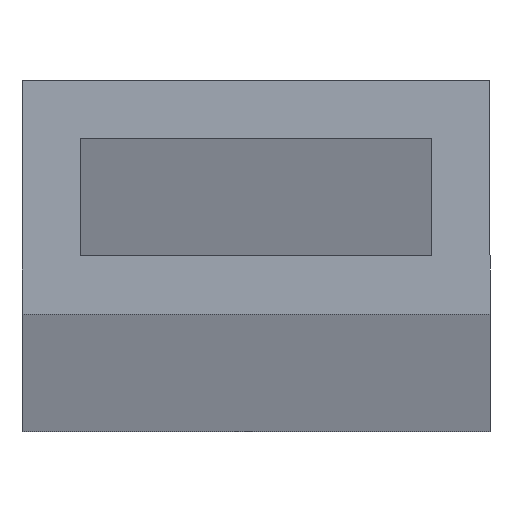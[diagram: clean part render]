
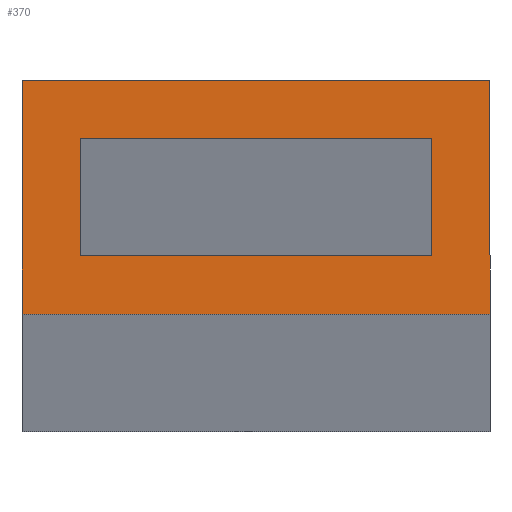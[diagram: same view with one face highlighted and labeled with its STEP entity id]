
A CAD part, top view. The second image highlights one B-rep face of the part: STEP entity #370.
In plain terms, the highlighted planar face has unit normal (0, 0, 1).
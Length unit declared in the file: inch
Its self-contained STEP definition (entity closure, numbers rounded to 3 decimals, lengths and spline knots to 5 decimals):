
#3 = CARTESIAN_POINT ( 'NONE',  ( 0.25, -0.125, 36. ) ) ;
#4 = LINE ( 'NONE', #6, #304 ) ;
#5 = CARTESIAN_POINT ( 'NONE',  ( -0.25, 0.125, 36. ) ) ;
#6 = CARTESIAN_POINT ( 'NONE',  ( -0.25, -0.125, 36. ) ) ;
#13 = CARTESIAN_POINT ( 'NONE',  ( 0.25, 0.125, 36. ) ) ;
#29 = LINE ( 'NONE', #297, #273 ) ;
#33 = DIRECTION ( 'NONE',  ( 0., -1., 0. ) ) ;
#46 = LINE ( 'NONE', #90, #199 ) ;
#61 = DIRECTION ( 'NONE',  ( 1., 0., 0. ) ) ;
#63 = ORIENTED_EDGE ( 'NONE', *, *, #227, .T. ) ;
#67 = VECTOR ( 'NONE', #33, 39.37008 ) ;
#68 = VERTEX_POINT ( 'NONE', #321 ) ;
#70 = CARTESIAN_POINT ( 'NONE',  ( 0., 0., 36. ) ) ;
#71 = VERTEX_POINT ( 'NONE', #3 ) ;
#74 = DIRECTION ( 'NONE',  ( 1., 0., 0. ) ) ;
#80 = EDGE_CURVE ( 'NONE', #356, #113, #193, .T. ) ;
#81 = VERTEX_POINT ( 'NONE', #210 ) ;
#90 = CARTESIAN_POINT ( 'NONE',  ( 0.25, -0.125, 36. ) ) ;
#96 = CARTESIAN_POINT ( 'NONE',  ( -0.1875, 0.0625, 36. ) ) ;
#111 = VECTOR ( 'NONE', #212, 39.37008 ) ;
#113 = VERTEX_POINT ( 'NONE', #295 ) ;
#115 = EDGE_CURVE ( 'NONE', #145, #71, #4, .T. ) ;
#139 = ORIENTED_EDGE ( 'NONE', *, *, #346, .T. ) ;
#145 = VERTEX_POINT ( 'NONE', #217 ) ;
#146 = EDGE_CURVE ( 'NONE', #322, #286, #296, .T. ) ;
#159 = EDGE_LOOP ( 'NONE', ( #340, #366, #312, #185 ) ) ;
#161 = CARTESIAN_POINT ( 'NONE',  ( -0.1875, -0.0625, 36. ) ) ;
#163 = ORIENTED_EDGE ( 'NONE', *, *, #115, .T. ) ;
#178 = EDGE_LOOP ( 'NONE', ( #319, #163, #63, #139 ) ) ;
#180 = AXIS2_PLACEMENT_3D ( 'NONE', #70, #279, #74 ) ;
#181 = CARTESIAN_POINT ( 'NONE',  ( 0.1875, 0.0625, 36. ) ) ;
#183 = EDGE_CURVE ( 'NONE', #81, #145, #358, .T. ) ;
#185 = ORIENTED_EDGE ( 'NONE', *, *, #208, .F. ) ;
#191 = EDGE_CURVE ( 'NONE', #113, #322, #373, .T. ) ;
#193 = LINE ( 'NONE', #181, #248 ) ;
#199 = VECTOR ( 'NONE', #298, 39.37008 ) ;
#208 = EDGE_CURVE ( 'NONE', #286, #356, #29, .T. ) ;
#210 = CARTESIAN_POINT ( 'NONE',  ( -0.25, 0.125, 36. ) ) ;
#212 = DIRECTION ( 'NONE',  ( 0., -1., 0. ) ) ;
#215 = DIRECTION ( 'NONE',  ( -1., 0., 0. ) ) ;
#216 = LINE ( 'NONE', #13, #320 ) ;
#217 = CARTESIAN_POINT ( 'NONE',  ( -0.25, -0.125, 36. ) ) ;
#227 = EDGE_CURVE ( 'NONE', #71, #68, #46, .T. ) ;
#240 = DIRECTION ( 'NONE',  ( 0., 1., 0. ) ) ;
#246 = PLANE ( 'NONE',  #180 ) ;
#248 = VECTOR ( 'NONE', #215, 39.37008 ) ;
#250 = FACE_OUTER_BOUND ( 'NONE', #178, .T. ) ;
#265 = VECTOR ( 'NONE', #267, 39.37008 ) ;
#267 = DIRECTION ( 'NONE',  ( 1., 0., 0. ) ) ;
#273 = VECTOR ( 'NONE', #240, 39.37008 ) ;
#276 = CARTESIAN_POINT ( 'NONE',  ( 0.1875, -0.0625, 36. ) ) ;
#279 = DIRECTION ( 'NONE',  ( 0., 0., 1. ) ) ;
#286 = VERTEX_POINT ( 'NONE', #276 ) ;
#295 = CARTESIAN_POINT ( 'NONE',  ( -0.1875, 0.0625, 36. ) ) ;
#296 = LINE ( 'NONE', #323, #265 ) ;
#297 = CARTESIAN_POINT ( 'NONE',  ( 0.1875, -0.0625, 36. ) ) ;
#298 = DIRECTION ( 'NONE',  ( 0., 1., 0. ) ) ;
#304 = VECTOR ( 'NONE', #61, 39.37008 ) ;
#312 = ORIENTED_EDGE ( 'NONE', *, *, #80, .F. ) ;
#319 = ORIENTED_EDGE ( 'NONE', *, *, #183, .T. ) ;
#320 = VECTOR ( 'NONE', #359, 39.37008 ) ;
#321 = CARTESIAN_POINT ( 'NONE',  ( 0.25, 0.125, 36. ) ) ;
#322 = VERTEX_POINT ( 'NONE', #161 ) ;
#323 = CARTESIAN_POINT ( 'NONE',  ( -0.1875, -0.0625, 36. ) ) ;
#340 = ORIENTED_EDGE ( 'NONE', *, *, #146, .F. ) ;
#346 = EDGE_CURVE ( 'NONE', #68, #81, #216, .T. ) ;
#356 = VERTEX_POINT ( 'NONE', #365 ) ;
#358 = LINE ( 'NONE', #5, #67 ) ;
#359 = DIRECTION ( 'NONE',  ( -1., 0., 0. ) ) ;
#365 = CARTESIAN_POINT ( 'NONE',  ( 0.1875, 0.0625, 36. ) ) ;
#366 = ORIENTED_EDGE ( 'NONE', *, *, #191, .F. ) ;
#370 = ADVANCED_FACE ( 'NONE', ( #250, #371 ), #246, .T. ) ;
#371 = FACE_BOUND ( 'NONE', #159, .T. ) ;
#373 = LINE ( 'NONE', #96, #111 ) ;
